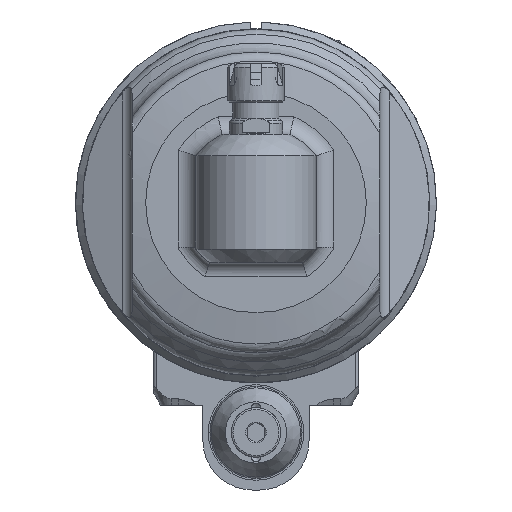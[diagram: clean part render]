
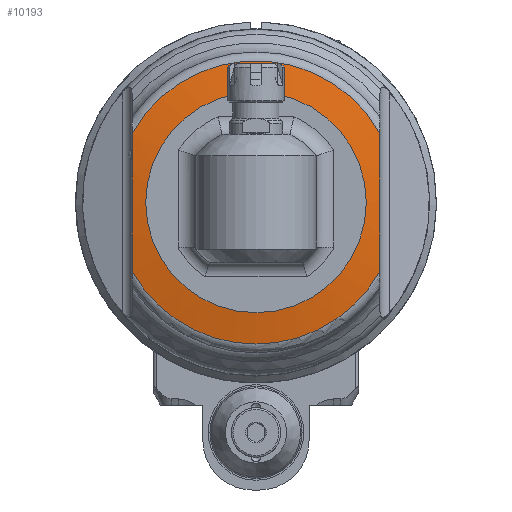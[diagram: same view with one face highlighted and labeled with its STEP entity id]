
A CAD part, front view. The second image highlights one B-rep face of the part: STEP entity #10193.
In plain terms, the highlighted conical face has half-angle 80 degrees and reference radius 35.589 mm.
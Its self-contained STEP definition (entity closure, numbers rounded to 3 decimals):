
#56=CONICAL_SURFACE('',#10896,35.589,1.396);
#199=(
BOUNDED_CURVE()
B_SPLINE_CURVE(2,(#15056,#15057,#15058,#15059),.UNSPECIFIED.,.F.,.F.)
B_SPLINE_CURVE_WITH_KNOTS((3,1,3),(-59.198,-42.202,
-33.35),.UNSPECIFIED.)
CURVE()
GEOMETRIC_REPRESENTATION_ITEM()
RATIONAL_B_SPLINE_CURVE((6.572,7.192,6.895,
6.572))
REPRESENTATION_ITEM('')
);
#202=(
BOUNDED_CURVE()
B_SPLINE_CURVE(2,(#15160,#15161,#15162),.UNSPECIFIED.,.F.,.F.)
B_SPLINE_CURVE_WITH_KNOTS((3,3),(-12.621,-5.715),
 .UNSPECIFIED.)
CURVE()
GEOMETRIC_REPRESENTATION_ITEM()
RATIONAL_B_SPLINE_CURVE((1.766,2.02,1.766))
REPRESENTATION_ITEM('')
);
#650=CIRCLE('',#10894,40.021);
#651=CIRCLE('',#10895,40.021);
#652=CIRCLE('',#10897,40.021);
#653=CIRCLE('',#10898,31.157);
#1288=FACE_OUTER_BOUND('',#1915,.T.);
#1915=EDGE_LOOP('',(#6773,#6774,#6775,#6776,#6777,#6778,#6779,#6780));
#2637=LINE('',#15182,#3367);
#3367=VECTOR('',#12091,35.589);
#4094=VERTEX_POINT('',#15042);
#4095=VERTEX_POINT('',#15055);
#4117=VERTEX_POINT('',#15146);
#4118=VERTEX_POINT('',#15159);
#4119=VERTEX_POINT('',#15176);
#4120=VERTEX_POINT('',#15181);
#5140=EDGE_CURVE('',#4094,#4095,#199,.T.);
#5167=EDGE_CURVE('',#4117,#4118,#202,.T.);
#5169=EDGE_CURVE('',#4118,#4119,#650,.T.);
#5170=EDGE_CURVE('',#4119,#4094,#651,.T.);
#5171=EDGE_CURVE('',#4095,#4117,#652,.T.);
#5172=EDGE_CURVE('',#4119,#4120,#2637,.T.);
#5173=EDGE_CURVE('',#4120,#4120,#653,.T.);
#6773=ORIENTED_EDGE('',*,*,#5171,.F.);
#6774=ORIENTED_EDGE('',*,*,#5140,.F.);
#6775=ORIENTED_EDGE('',*,*,#5170,.F.);
#6776=ORIENTED_EDGE('',*,*,#5172,.T.);
#6777=ORIENTED_EDGE('',*,*,#5173,.F.);
#6778=ORIENTED_EDGE('',*,*,#5172,.F.);
#6779=ORIENTED_EDGE('',*,*,#5169,.F.);
#6780=ORIENTED_EDGE('',*,*,#5167,.F.);
#10193=ADVANCED_FACE('',(#1288),#56,.T.);
#10894=AXIS2_PLACEMENT_3D('',#15177,#12083,#12084);
#10895=AXIS2_PLACEMENT_3D('',#15178,#12085,#12086);
#10896=AXIS2_PLACEMENT_3D('',#15179,#12087,#12088);
#10897=AXIS2_PLACEMENT_3D('',#15180,#12089,#12090);
#10898=AXIS2_PLACEMENT_3D('',#15183,#12092,#12093);
#12083=DIRECTION('center_axis',(-1.,0.,0.));
#12084=DIRECTION('ref_axis',(0.,1.,0.));
#12085=DIRECTION('center_axis',(-1.,0.,0.));
#12086=DIRECTION('ref_axis',(0.,1.,0.));
#12087=DIRECTION('center_axis',(-1.,0.,0.));
#12088=DIRECTION('ref_axis',(0.,-1.,0.));
#12089=DIRECTION('center_axis',(-1.,0.,0.));
#12090=DIRECTION('ref_axis',(0.,-0.485,-0.875));
#12091=DIRECTION('',(0.174,-0.985,0.));
#12092=DIRECTION('center_axis',(1.,0.,0.));
#12093=DIRECTION('ref_axis',(0.,-1.,0.));
#15042=CARTESIAN_POINT('',(165.437,19.408,-35.));
#15055=CARTESIAN_POINT('',(165.437,-19.408,-35.));
#15056=CARTESIAN_POINT('Ctrl Pts',(165.437,19.408,-35.));
#15057=CARTESIAN_POINT('Ctrl Pts',(166.577,6.074,-35.));
#15058=CARTESIAN_POINT('Ctrl Pts',(166.057,-12.164,-35.));
#15059=CARTESIAN_POINT('Ctrl Pts',(165.437,-19.408,-35.));
#15146=CARTESIAN_POINT('',(165.437,-19.408,35.));
#15159=CARTESIAN_POINT('',(165.437,19.408,35.));
#15160=CARTESIAN_POINT('Ctrl Pts',(165.437,-19.408,35.));
#15161=CARTESIAN_POINT('Ctrl Pts',(167.097,0.,
35.));
#15162=CARTESIAN_POINT('Ctrl Pts',(165.437,19.408,35.));
#15176=CARTESIAN_POINT('',(165.437,40.021,0.));
#15177=CARTESIAN_POINT('Origin',(165.437,0.,0.));
#15178=CARTESIAN_POINT('Origin',(165.437,0.,0.));
#15179=CARTESIAN_POINT('Origin',(166.219,0.,0.));
#15180=CARTESIAN_POINT('Origin',(165.437,0.,0.));
#15181=CARTESIAN_POINT('',(167.,31.157,0.));
#15182=CARTESIAN_POINT('',(166.219,35.589,0.));
#15183=CARTESIAN_POINT('Origin',(167.,0.,0.));
